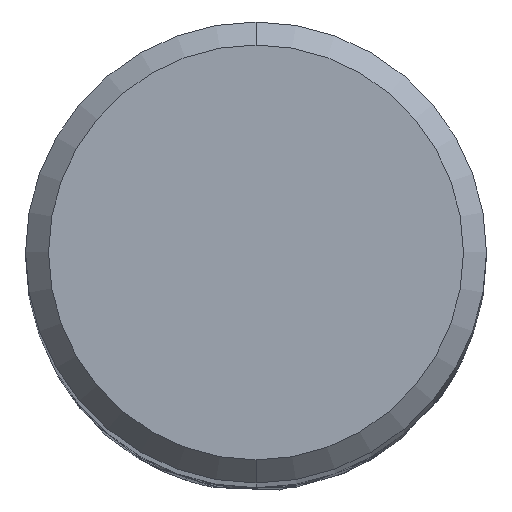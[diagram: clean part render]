
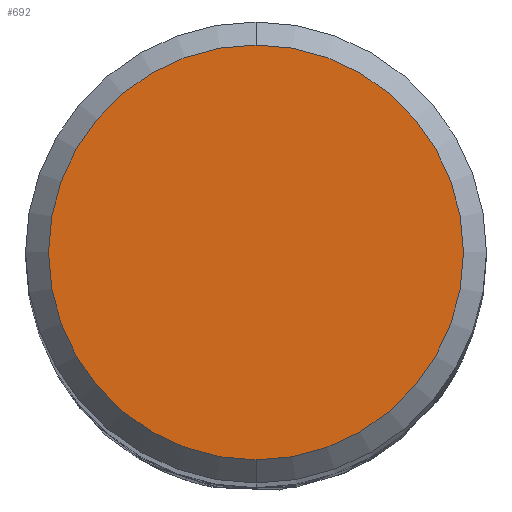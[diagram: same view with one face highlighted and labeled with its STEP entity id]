
A CAD part, top view. The second image highlights one B-rep face of the part: STEP entity #692.
In plain terms, the highlighted planar face has unit normal (0, 0, 1).
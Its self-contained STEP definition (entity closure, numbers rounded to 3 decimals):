
#396=VERTEX_POINT('',#1030);
#414=EDGE_CURVE('',#566,#396,#1049,.T.);
#566=VERTEX_POINT('',#1215);
#692=ADVANCED_FACE('',(#1349),#1350,.T.);
#714=EDGE_CURVE('',#396,#566,#1374,.T.);
#1030=CARTESIAN_POINT('',(0.,-4.5,0.0));
#1049=CIRCLE('',#2064,4.5);
#1215=CARTESIAN_POINT('',(0.0,4.5,0.0));
#1349=FACE_OUTER_BOUND('',#4445,.T.);
#1350=PLANE('',#4446);
#1374=CIRCLE('',#4625,4.5);
#2064=AXIS2_PLACEMENT_3D('',#9281,#9282,#9283);
#4445=EDGE_LOOP('',(#9573,#9574));
#4446=AXIS2_PLACEMENT_3D('',#9575,#9576,#9577);
#4625=AXIS2_PLACEMENT_3D('',#9594,#9595,#9596);
#9281=CARTESIAN_POINT('',(0.0,0.0,0.0));
#9282=DIRECTION('',(0.0,0.0,-1.0));
#9283=DIRECTION('',(0.0,1.0,0.0));
#9573=ORIENTED_EDGE('',*,*,#414,.F.);
#9574=ORIENTED_EDGE('',*,*,#714,.F.);
#9575=CARTESIAN_POINT('',(0.0,2.25,0.0));
#9576=DIRECTION('',(-0.0,0.0,1.0));
#9577=DIRECTION('',(0.0,-1.0,0.0));
#9594=CARTESIAN_POINT('',(0.0,0.0,0.0));
#9595=DIRECTION('',(0.0,0.0,-1.0));
#9596=DIRECTION('',(0.0,1.0,0.0));
